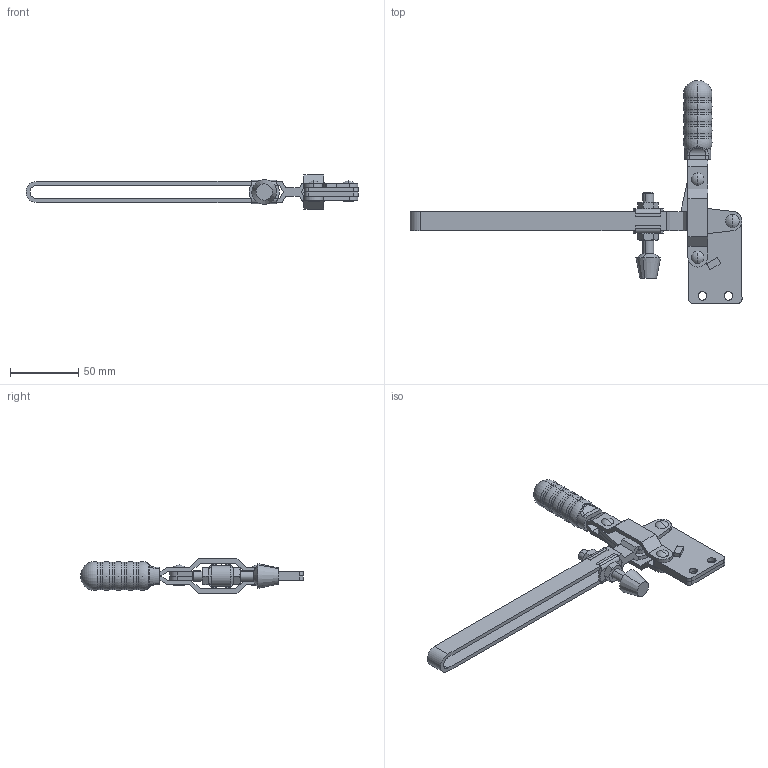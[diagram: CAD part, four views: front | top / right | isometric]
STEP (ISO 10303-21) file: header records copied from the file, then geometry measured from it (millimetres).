
FILE_DESCRIPTION (( 'STEP AP214' ), '1' );
FILE_NAME ('GH-10200-EI(Â²¤Æ)-1.STEP', '2020-05-04T09:23:53', ( 'LinWei' ), ( '' ), 'SwSTEP 2.0', 'SolidWorks 2016', '' );
FILE_SCHEMA (( 'AUTOMOTIVE_DESIGN' ));
Length unit declared in the file: millimetre
Products named in the file (6): Group2^GH-10200-EI(簡化)-1; 零件46^GH-10200-EI(簡化)-1; Group5^GH-10200-EI(簡化)-1; Group4^GH-10200-EI(簡化)-1; Group6^GH-10200-EI(簡化)-1; GH-10200-EI(簡化)-1
Assembly tree (5 placements, depth 2):
  GH-10200-EI(簡化)-1
    Group6^GH-10200-EI(簡化)-1
    Group4^GH-10200-EI(簡化)-1
    Group5^GH-10200-EI(簡化)-1
    零件46^GH-10200-EI(簡化)-1
    Group2^GH-10200-EI(簡化)-1
Bounding box: 243 x 163 x 24.9 mm (x, y, z)
Volume: 70605.3 mm3; surface area: 39597.5 mm2
Topology: 5 solids, 5 shells, 323 faces, 815 edges, 505 vertices
Faces by surface type: plane 136, cylinder 93, torus 32, cone 30, sphere 16, bspline 16
Entity records: 11645 total; most frequent: CARTESIAN_POINT 2501, DIRECTION 1638, ORIENTED_EDGE 1578, EDGE_CURVE 789, AXIS2_PLACEMENT_3D 630, VERTEX_POINT 493, LINE 378, VECTOR 378
